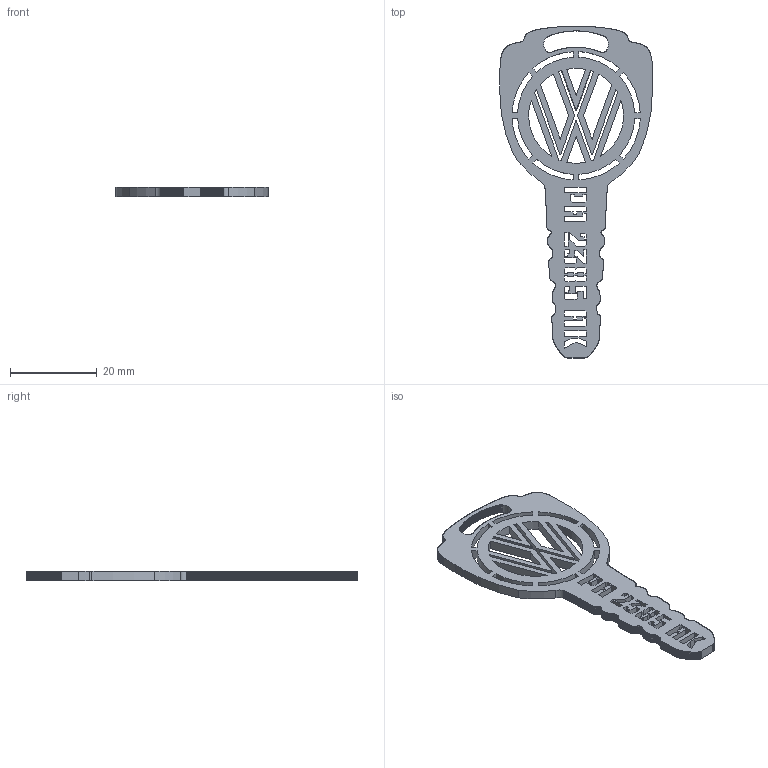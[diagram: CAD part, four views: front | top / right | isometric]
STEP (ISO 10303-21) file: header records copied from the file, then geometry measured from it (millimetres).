
FILE_DESCRIPTION(('FreeCAD Model'),'2;1');
FILE_NAME('Open CASCADE Shape Model','2025-05-04T06:28:37',('FreeCAD'),( 'FreeCAD'),'Open CASCADE STEP processor 7.6','FreeCAD','Unknown');
FILE_SCHEMA(('AUTOMOTIVE_DESIGN { 1 0 10303 214 1 1 1 1 }'));
Products named in the file (1): Open CASCADE STEP translator 7.6 1
Bounding box: 35.21 x 76.47 x 2.14 mm (x, y, z)
Volume: 2376.7 mm3; surface area: 4202.5 mm2
Topology: 1 solids, 1 shells, 2790 faces, 8374 edges, 5584 vertices
Faces by surface type: bspline 2790
Entity records: 84005 total; most frequent: CARTESIAN_POINT 33769, ORIENTED_EDGE 16744, EDGE_CURVE 8372, B_SPLINE_CURVE_WITH_KNOTS 8272, VERTEX_POINT 5584, FACE_BOUND 2860, EDGE_LOOP 2860, ADVANCED_FACE 2790
